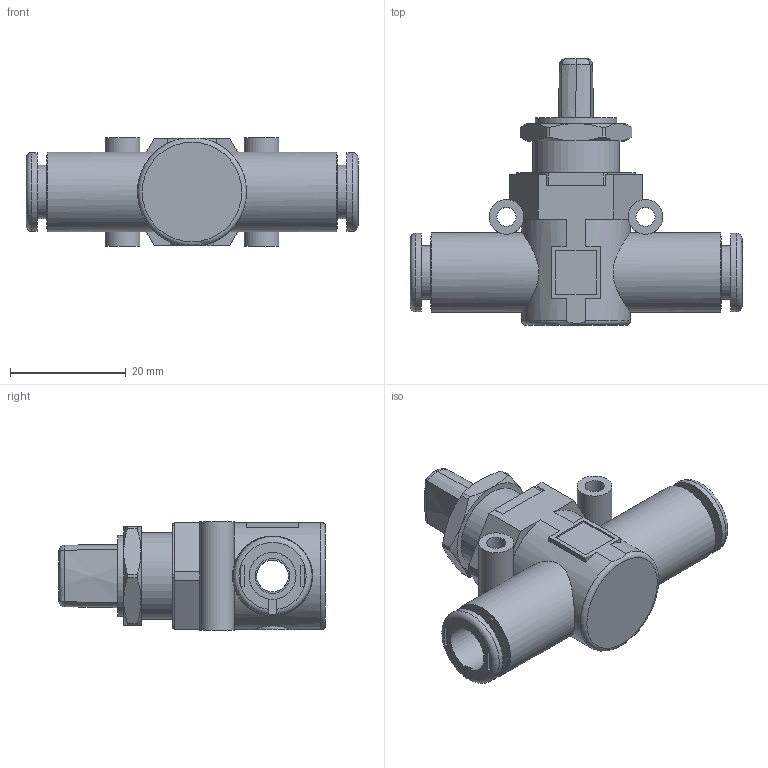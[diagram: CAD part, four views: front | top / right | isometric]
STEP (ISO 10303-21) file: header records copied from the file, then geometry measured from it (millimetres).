
FILE_DESCRIPTION(/* description */ ('Alibre Inc.'),/* implementation_level */ '2;1');
FILE_NAME(/* name */ 'export-E6A14948-0586-4559-81FD-D2572DCA1722',/* time_stamp */ '2020-07-13T09:28:54+02:00',/* author */ (''),/* organization */ (''),/* preprocessor_version */ 'ST-DEVELOPER v17',/* originating_system */ 'Alibre',/* authorisation */ '');
FILE_SCHEMA (('AUTOMOTIVE_DESIGN'));
Length unit declared in the file: millimetre
Products named in the file (4): _LINE-ON-LINE D8 V2v/V3V_L body; _LINE-ON-LINE D8 VNR-L bushing; _LINE-ON-LINE D8-3 V2v/V3V_L plated; 9066024
Bounding box: 57.3 x 46 x 18.7 mm (x, y, z)
Volume: 9772.5 mm3; surface area: 10038.4 mm2
Topology: 4 solids, 4 shells, 188 faces, 467 edges, 309 vertices
Faces by surface type: plane 103, cylinder 53, cone 23, torus 9
Full cylindrical faces by diameter (mm): 3.3 x2, 5.5 x2, 6 x5, 8.1 x2, 9.2 x4, 9.5 x2, 11 x2, 11.65 x2, 12.5 x4, 13.6 x2, 13.8 x2, 14 x1, 15 x2
Entity records: 5735 total; most frequent: CARTESIAN_POINT 1700, ORIENTED_EDGE 790, DIRECTION 738, EDGE_CURVE 395, AXIS2_PLACEMENT_3D 325, VERTEX_POINT 261, EDGE_LOOP 192, FACE_BOUND 192
